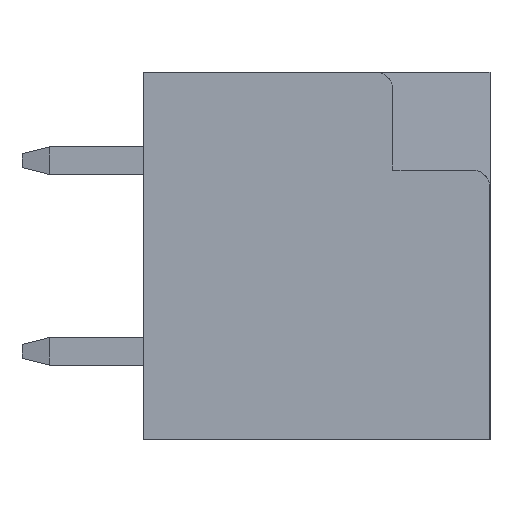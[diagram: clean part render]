
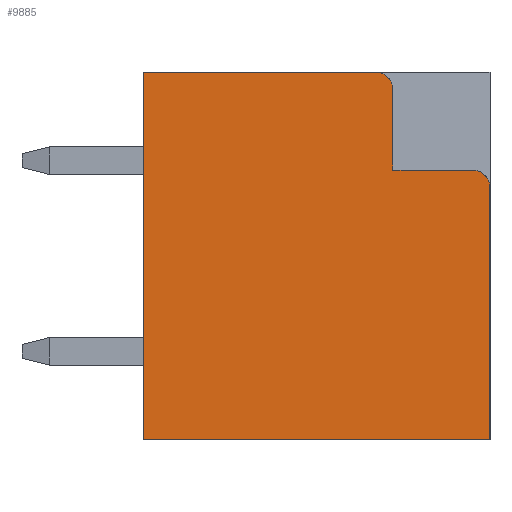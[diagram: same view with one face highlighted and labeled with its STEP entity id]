
A CAD part, left-side view. The second image highlights one B-rep face of the part: STEP entity #9885.
In plain terms, the highlighted planar face has unit normal (-1, 0, 0).
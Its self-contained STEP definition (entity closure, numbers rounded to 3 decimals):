
#480=CIRCLE('',#10668,0.5);
#481=CIRCLE('',#10669,0.5);
#2516=ORIENTED_EDGE('',*,*,#4205,.F.);
#2517=ORIENTED_EDGE('',*,*,#4382,.T.);
#2518=ORIENTED_EDGE('',*,*,#4383,.T.);
#2519=ORIENTED_EDGE('',*,*,#4384,.T.);
#2520=ORIENTED_EDGE('',*,*,#4385,.T.);
#2521=ORIENTED_EDGE('',*,*,#3430,.F.);
#2522=ORIENTED_EDGE('',*,*,#3497,.F.);
#2523=ORIENTED_EDGE('',*,*,#3369,.F.);
#3369=EDGE_CURVE('',#4765,#4766,#5662,.T.);
#3430=EDGE_CURVE('',#4825,#4826,#5720,.T.);
#3497=EDGE_CURVE('',#4766,#4825,#5782,.T.);
#4205=EDGE_CURVE('',#5336,#4765,#6329,.T.);
#4382=EDGE_CURVE('',#5336,#5430,#480,.F.);
#4383=EDGE_CURVE('',#5430,#5431,#6469,.T.);
#4384=EDGE_CURVE('',#5431,#5432,#6470,.T.);
#4385=EDGE_CURVE('',#5432,#4826,#481,.F.);
#4765=VERTEX_POINT('',#13746);
#4766=VERTEX_POINT('',#13748);
#4825=VERTEX_POINT('',#13868);
#4826=VERTEX_POINT('',#13870);
#5336=VERTEX_POINT('',#15471);
#5430=VERTEX_POINT('',#15840);
#5431=VERTEX_POINT('',#15842);
#5432=VERTEX_POINT('',#15844);
#5662=LINE('',#13747,#6790);
#5720=LINE('',#13869,#6848);
#5782=LINE('',#14004,#6910);
#6329=LINE('',#15472,#7457);
#6469=LINE('',#15841,#7597);
#6470=LINE('',#15843,#7598);
#6790=VECTOR('',#10962,1000.);
#6848=VECTOR('',#11028,1000.);
#6910=VECTOR('',#11128,1000.);
#7457=VECTOR('',#12539,1000.);
#7597=VECTOR('',#12933,1000.);
#7598=VECTOR('',#12934,1000.);
#8329=EDGE_LOOP('',(#2516,#2517,#2518,#2519,#2520,#2521,#2522,#2523));
#8954=FACE_BOUND('',#8329,.T.);
#9375=PLANE('',#10667);
#9885=ADVANCED_FACE('',(#8954),#9375,.F.);
#10667=AXIS2_PLACEMENT_3D('',#15838,#12929,#12930);
#10668=AXIS2_PLACEMENT_3D('',#15839,#12931,#12932);
#10669=AXIS2_PLACEMENT_3D('',#15845,#12935,#12936);
#10962=DIRECTION('',(0.,1.,0.));
#11028=DIRECTION('',(0.,-1.,0.));
#11128=DIRECTION('',(0.,0.,1.));
#12539=DIRECTION('',(0.,0.,-1.));
#12929=DIRECTION('',(1.,0.,0.));
#12930=DIRECTION('',(0.,0.,-1.));
#12931=DIRECTION('',(1.,0.,0.));
#12932=DIRECTION('',(0.,0.,-1.));
#12933=DIRECTION('',(0.,1.,0.));
#12934=DIRECTION('',(0.,0.,1.));
#12935=DIRECTION('',(1.,0.,0.));
#12936=DIRECTION('',(0.,0.,-1.));
#13746=CARTESIAN_POINT('',(-12.25,-5.,-5.3));
#13747=CARTESIAN_POINT('',(-12.25,-5.,-5.3));
#13748=CARTESIAN_POINT('',(-12.25,5.,-5.3));
#13868=CARTESIAN_POINT('',(-12.25,5.,5.3));
#13869=CARTESIAN_POINT('',(-12.25,5.,5.3));
#13870=CARTESIAN_POINT('',(-12.25,-1.7,5.3));
#14004=CARTESIAN_POINT('',(-12.25,5.,-5.3));
#15471=CARTESIAN_POINT('',(-12.25,-5.,1.98));
#15472=CARTESIAN_POINT('',(-12.25,-5.,5.3));
#15838=CARTESIAN_POINT('',(-12.25,0.,0.));
#15839=CARTESIAN_POINT('',(-12.25,-4.5,1.98));
#15840=CARTESIAN_POINT('',(-12.25,-4.5,2.48));
#15841=CARTESIAN_POINT('',(-12.25,-5.,2.48));
#15842=CARTESIAN_POINT('',(-12.25,-2.2,2.48));
#15843=CARTESIAN_POINT('',(-12.25,-2.2,2.48));
#15844=CARTESIAN_POINT('',(-12.25,-2.2,4.8));
#15845=CARTESIAN_POINT('',(-12.25,-1.7,4.8));
